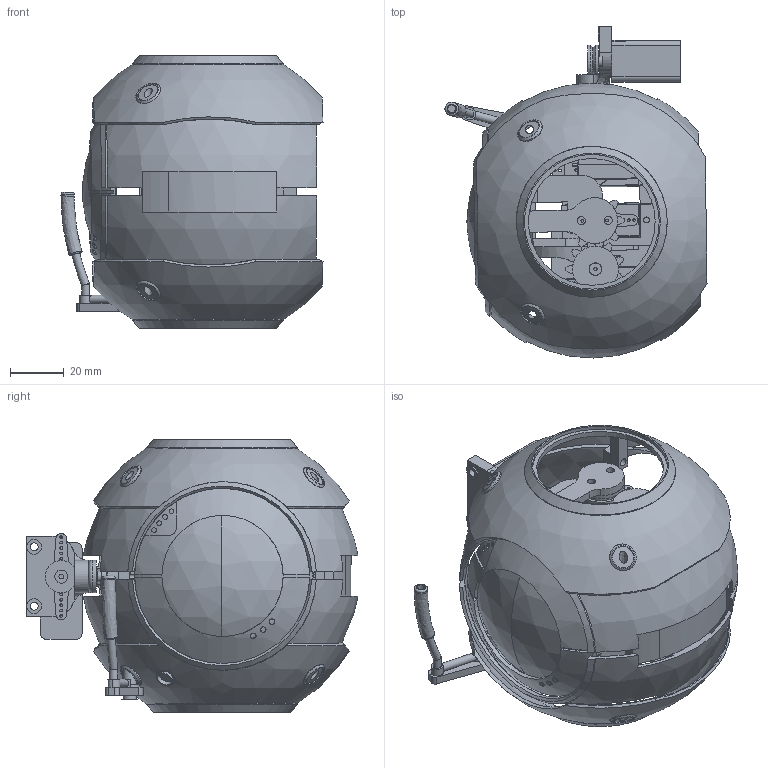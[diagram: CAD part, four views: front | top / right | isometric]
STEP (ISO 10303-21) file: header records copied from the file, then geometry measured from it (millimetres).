
FILE_DESCRIPTION(/* description */ (''),/* implementation_level */ '2;1');
FILE_NAME(/* name */ 'Wheatley_GoodEnough.step',/* time_stamp */ '2019-06-19T16:40:33+02:00',/* author */ (''),/* organization */ (''),/* preprocessor_version */ 'ST-DEVELOPER v18',/* originating_system */ 'Autodesk Translation Framework v8.2.0.1029',/* authorisation */ '');
FILE_SCHEMA (('AUTOMOTIVE_DESIGN { 1 0 10303 214 3 1 1 }'));
Length unit declared in the file: millimetre
Products named in the file (37): Wheatley; OuterBody; Bar; Side1; Side2; OuterCenter; Component38; OuterEye; Paupiere; Servo1; MicroServo9g; Servo2; MicroServo9g_1; Servo3; Servo2_1; MicroServo9g_2; Servo4; Servo2_2; MicroServo9g_3; Servo5; Servo2_3; MicroServo9g_4; EyeConnectingPart; Component36; TopConnectingPart; TopSpool; TopGear; LowGearNSpool; LowPaupiere; Paupiere (1); Eye; TopBar; Slider; ServoCable; MicroServo9g_5; horn; SliderWheel
Assembly tree (41 placements, depth 5):
  Wheatley
    OuterBody
      Bar
      Side1
      Side2
    OuterCenter
      Component38
    OuterEye
    Paupiere
    Servo1
      MicroServo9g
        horn
    Servo2
      MicroServo9g_1
        horn
    Servo3
      Servo2_1
        MicroServo9g_2
          horn
    Servo4
      Servo2_2
        MicroServo9g_3
          horn
    Servo5
      Servo2_3
        MicroServo9g_4
          horn
    EyeConnectingPart
      Component36
    TopConnectingPart
    TopSpool
    TopGear
    LowGearNSpool
    LowPaupiere
      Paupiere (1)
    Eye
    TopBar
    Slider
    ServoCable
      MicroServo9g_5
        horn
    SliderWheel
Bounding box: 97.19 x 123.11 x 101.16 mm (x, y, z)
Volume: 131085.5 mm3; surface area: 129278.9 mm2
Topology: 59 solids, 59 shells, 1699 faces, 4246 edges, 2705 vertices
Faces by surface type: cylinder 725, plane 711, sphere 137, bspline 77, torus 27, cone 22
Full cylindrical faces by diameter (mm): 1 x90, 1.25 x2, 1.7 x12, 1.75 x4, 2 x1, 2.1 x5, 2.2 x5, 3 x39, 3.5 x1, 4.5 x2, 4.6 x12, 4.75 x3, 4.85 x7, 5 x6, 5.5 x7, 7 x1, 7.16 x6, 8 x4, 9 x2, 10 x3, 11 x1, 12 x2, 15 x2, 17 x4, 44.5 x2, 45 x1, 47 x2, 49.315 x1, 50 x2, 56 x2
Entity records: 61385 total; most frequent: CARTESIAN_POINT 22546, DIRECTION 8160, ORIENTED_EDGE 7762, EDGE_CURVE 3881, AXIS2_PLACEMENT_3D 3106, VERTEX_POINT 2465, LINE 1948, VECTOR 1948
